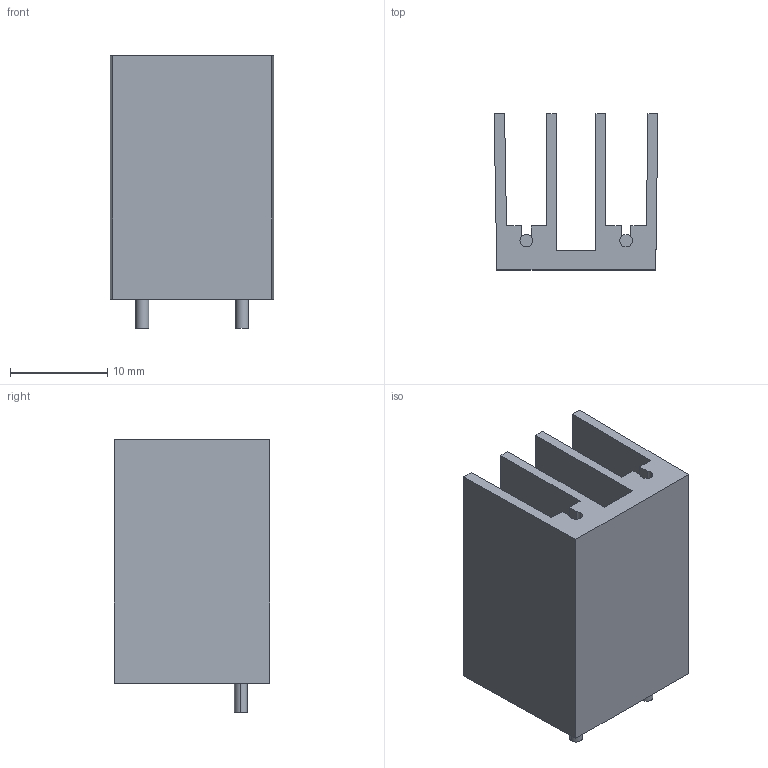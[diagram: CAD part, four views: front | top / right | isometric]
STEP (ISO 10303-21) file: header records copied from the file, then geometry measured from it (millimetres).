
FILE_DESCRIPTION (( 'STEP AP214' ), '1' );
FILE_NAME ('User Library-TO220_H25xW17xD16.STEP', '2021-12-17T04:21:00', ( '' ), ( '' ), 'SwSTEP 2.0', 'SolidWorks 2021', '' );
FILE_SCHEMA (( 'AUTOMOTIVE_DESIGN' ));
Length unit declared in the file: millimetre
Products named in the file (1): User Library-TO220_H25xW17xD16
Bounding box: 16.8 x 16 x 28 mm (x, y, z)
Volume: 2679.3 mm3; surface area: 3973.5 mm2
Topology: 3 solids, 3 shells, 38 faces, 96 edges, 64 vertices
Faces by surface type: plane 28, cylinder 10
Entity records: 1192 total; most frequent: CARTESIAN_POINT 199, DIRECTION 194, ORIENTED_EDGE 192, EDGE_CURVE 96, LINE 76, VECTOR 76, VERTEX_POINT 64, AXIS2_PLACEMENT_3D 59
